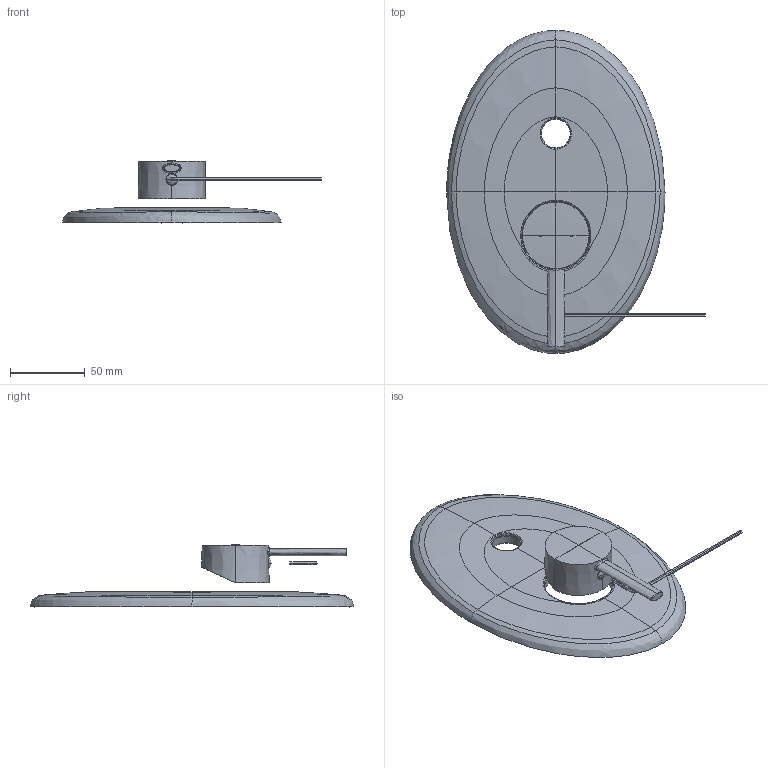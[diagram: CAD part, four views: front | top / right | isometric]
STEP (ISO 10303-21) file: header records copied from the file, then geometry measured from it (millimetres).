
FILE_DESCRIPTION((''),'2;1');
FILE_NAME('BR015CREST_ASM','2021-01-30T08:04:10',('stefano.gianpani'),('PAFFONI SpA'),'CREO PARAMETRIC BY PTC INC, 2020044','CREO PARAMETRIC BY PTC INC, 2020044','');
FILE_SCHEMA(('CONFIG_CONTROL_DESIGN','SHAPE_APPEARANCE_LAYERS_GROUPS'));
Length unit declared in the file: millimetre
Products named in the file (9): 4061183CR; 592704006A2; TCF0691105CR; CHBR02L; 8001115_ASM; 4061182CR; 2091320; 2091319; BR015CREST_ASM
Assembly tree (8 placements, depth 3):
  BR015CREST_ASM
    4061183CR
    8001115_ASM
      592704006A2
      TCF0691105CR
      CHBR02L
    4061182CR
    2091320
    2091319
Bounding box: 173 x 216 x 41.45 mm (x, y, z)
Volume: 73336.2 mm3; surface area: 68789.6 mm2
Topology: 7 solids, 8 shells, 235 faces, 548 edges, 323 vertices
Faces by surface type: plane 72, bspline 63, cylinder 57, torus 23, cone 16, extrusion 2, sphere 2
Entity records: 12003 total; most frequent: CARTESIAN_POINT 5150, ORIENTED_EDGE 1064, DIRECTION 974, PRESENTATION_STYLE_ASSIGNMENT 542, STYLED_ITEM 542, CURVE_STYLE 534, EDGE_CURVE 534, AXIS2_PLACEMENT_3D 384
